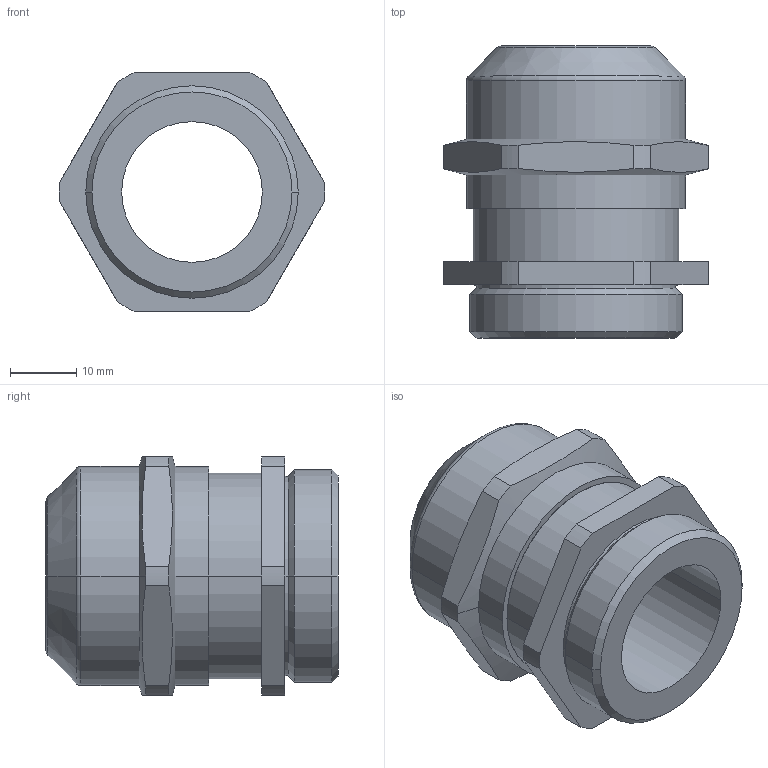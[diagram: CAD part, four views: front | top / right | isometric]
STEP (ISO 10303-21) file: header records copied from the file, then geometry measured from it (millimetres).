
FILE_DESCRIPTION((''),'2;1');
FILE_NAME('EMSKV32_8','2018-01-09T',('FIMABER1'),(''),'CREO PARAMETRIC BY PTC INC, 2017170','CREO PARAMETRIC BY PTC INC, 2017170','');
FILE_SCHEMA(('CONFIG_CONTROL_DESIGN'));
Length unit declared in the file: millimetre
Products named in the file (1): EMSKV32_8
Bounding box: 40 x 44 x 36 mm (x, y, z)
Volume: 21783 mm3; surface area: 10332.1 mm2
Topology: 1 solids, 2 shells, 62 faces, 154 edges, 100 vertices
Faces by surface type: cylinder 26, plane 20, cone 10, torus 6
Entity records: 2789 total; most frequent: CARTESIAN_POINT 722, DIRECTION 342, ORIENTED_EDGE 304, PRESENTATION_STYLE_ASSIGNMENT 156, STYLED_ITEM 156, CURVE_STYLE 154, EDGE_CURVE 154, AXIS2_PLACEMENT_3D 141
